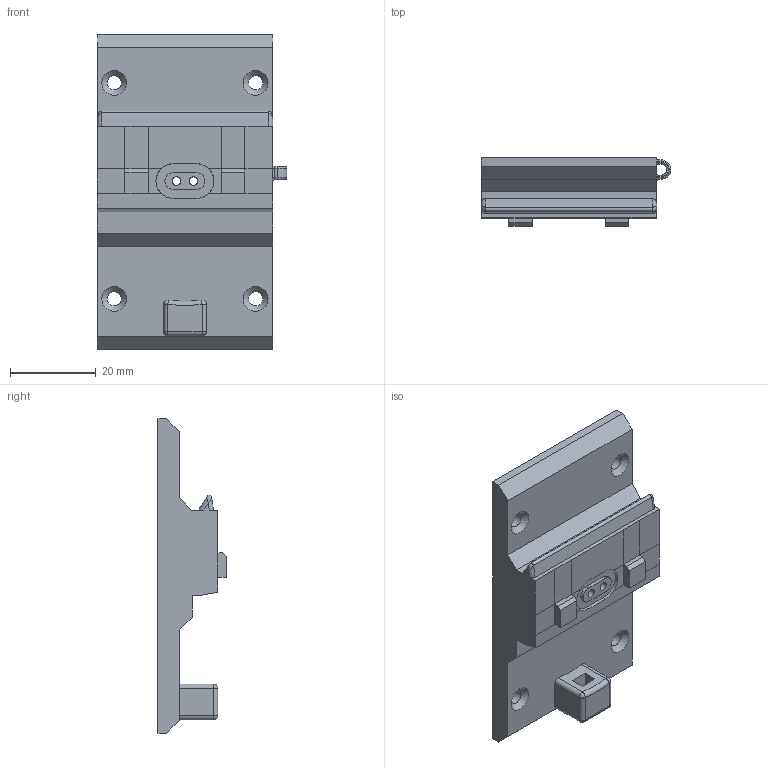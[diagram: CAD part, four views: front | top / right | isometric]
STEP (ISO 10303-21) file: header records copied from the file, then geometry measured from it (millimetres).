
FILE_DESCRIPTION(('FreeCAD Model'),'2;1');
FILE_NAME('Open CASCADE Shape Model','2025-11-02T20:30:27',(''),(''), 'Open CASCADE STEP processor 7.8','FreeCAD','Unknown');
FILE_SCHEMA(('AUTOMOTIVE_DESIGN { 1 0 10303 214 1 1 1 1 }'));
Length unit declared in the file: millimetre
Products named in the file (1): TomTomLocatorBlock
Bounding box: 44.3 x 15.9 x 73.42 mm (x, y, z)
Volume: 21471.4 mm3; surface area: 9596.3 mm2
Topology: 1 solids, 1 shells, 153 faces, 393 edges, 240 vertices
Faces by surface type: plane 85, cylinder 45, torus 13, cone 4, sphere 4, bspline 2
Full cylindrical faces by diameter (mm): 2 x2, 3.3 x4
Entity records: 4796 total; most frequent: CARTESIAN_POINT 1003, DIRECTION 794, ORIENTED_EDGE 774, EDGE_CURVE 387, LINE 272, VECTOR 272, AXIS2_PLACEMENT_3D 261, VERTEX_POINT 240
